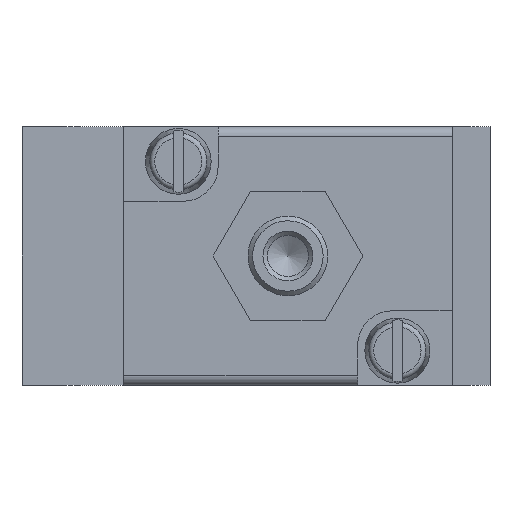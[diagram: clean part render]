
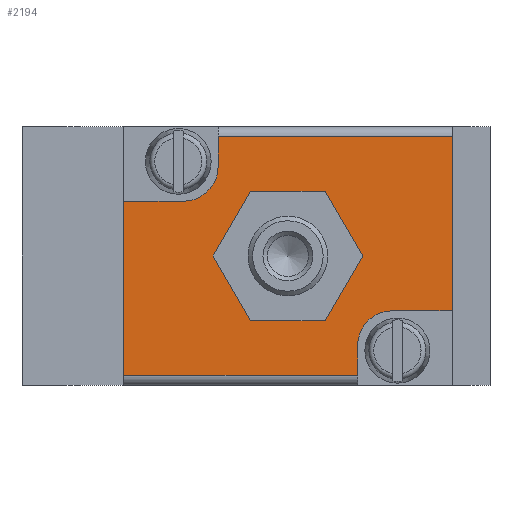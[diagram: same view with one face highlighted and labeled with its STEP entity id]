
A CAD part, left-side view. The second image highlights one B-rep face of the part: STEP entity #2194.
In plain terms, the highlighted planar face has unit normal (-1, 0, 0).
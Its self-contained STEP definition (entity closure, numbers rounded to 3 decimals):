
#99=CIRCLE('',#2350,3.5);
#100=CIRCLE('',#2351,3.5);
#196=ORIENTED_EDGE('',*,*,#798,.F.);
#197=ORIENTED_EDGE('',*,*,#799,.T.);
#198=ORIENTED_EDGE('',*,*,#800,.T.);
#199=ORIENTED_EDGE('',*,*,#801,.T.);
#200=ORIENTED_EDGE('',*,*,#802,.F.);
#201=ORIENTED_EDGE('',*,*,#803,.T.);
#202=ORIENTED_EDGE('',*,*,#804,.T.);
#203=ORIENTED_EDGE('',*,*,#805,.T.);
#204=ORIENTED_EDGE('',*,*,#806,.T.);
#205=ORIENTED_EDGE('',*,*,#807,.T.);
#206=ORIENTED_EDGE('',*,*,#808,.F.);
#207=ORIENTED_EDGE('',*,*,#809,.F.);
#208=ORIENTED_EDGE('',*,*,#810,.F.);
#209=ORIENTED_EDGE('',*,*,#811,.F.);
#210=ORIENTED_EDGE('',*,*,#812,.F.);
#211=ORIENTED_EDGE('',*,*,#813,.F.);
#798=EDGE_CURVE('',#1099,#1100,#1319,.T.);
#799=EDGE_CURVE('',#1099,#1101,#1320,.T.);
#800=EDGE_CURVE('',#1101,#1102,#99,.T.);
#801=EDGE_CURVE('',#1102,#1103,#1321,.T.);
#802=EDGE_CURVE('',#1104,#1103,#1322,.T.);
#803=EDGE_CURVE('',#1104,#1105,#1323,.T.);
#804=EDGE_CURVE('',#1105,#1106,#1324,.T.);
#805=EDGE_CURVE('',#1106,#1107,#100,.T.);
#806=EDGE_CURVE('',#1107,#1108,#1325,.T.);
#807=EDGE_CURVE('',#1108,#1100,#1326,.T.);
#808=EDGE_CURVE('',#1109,#1110,#1327,.T.);
#809=EDGE_CURVE('',#1111,#1109,#1328,.T.);
#810=EDGE_CURVE('',#1112,#1111,#1329,.T.);
#811=EDGE_CURVE('',#1113,#1112,#1330,.T.);
#812=EDGE_CURVE('',#1114,#1113,#1331,.T.);
#813=EDGE_CURVE('',#1110,#1114,#1332,.T.);
#1099=VERTEX_POINT('',#3256);
#1100=VERTEX_POINT('',#3257);
#1101=VERTEX_POINT('',#3259);
#1102=VERTEX_POINT('',#3261);
#1103=VERTEX_POINT('',#3263);
#1104=VERTEX_POINT('',#3265);
#1105=VERTEX_POINT('',#3267);
#1106=VERTEX_POINT('',#3269);
#1107=VERTEX_POINT('',#3271);
#1108=VERTEX_POINT('',#3273);
#1109=VERTEX_POINT('',#3276);
#1110=VERTEX_POINT('',#3277);
#1111=VERTEX_POINT('',#3279);
#1112=VERTEX_POINT('',#3281);
#1113=VERTEX_POINT('',#3283);
#1114=VERTEX_POINT('',#3285);
#1319=LINE('',#3255,#1507);
#1320=LINE('',#3258,#1508);
#1321=LINE('',#3262,#1509);
#1322=LINE('',#3264,#1510);
#1323=LINE('',#3266,#1511);
#1324=LINE('',#3268,#1512);
#1325=LINE('',#3272,#1513);
#1326=LINE('',#3274,#1514);
#1327=LINE('',#3275,#1515);
#1328=LINE('',#3278,#1516);
#1329=LINE('',#3280,#1517);
#1330=LINE('',#3282,#1518);
#1331=LINE('',#3284,#1519);
#1332=LINE('',#3286,#1520);
#1507=VECTOR('',#2591,1000.);
#1508=VECTOR('',#2592,1000.);
#1509=VECTOR('',#2595,1000.);
#1510=VECTOR('',#2596,1000.);
#1511=VECTOR('',#2597,1000.);
#1512=VECTOR('',#2598,1000.);
#1513=VECTOR('',#2601,1000.);
#1514=VECTOR('',#2602,1000.);
#1515=VECTOR('',#2603,1000.);
#1516=VECTOR('',#2604,1000.);
#1517=VECTOR('',#2605,1000.);
#1518=VECTOR('',#2606,1000.);
#1519=VECTOR('',#2607,1000.);
#1520=VECTOR('',#2608,1000.);
#1695=EDGE_LOOP('',(#196,#197,#198,#199,#200,#201,#202,#203,#204,#205));
#1696=EDGE_LOOP('',(#206,#207,#208,#209,#210,#211));
#1901=FACE_BOUND('',#1695,.T.);
#1902=FACE_BOUND('',#1696,.T.);
#2110=PLANE('',#2349);
#2194=ADVANCED_FACE('',(#1901,#1902),#2110,.F.);
#2349=AXIS2_PLACEMENT_3D('',#3254,#2589,#2590);
#2350=AXIS2_PLACEMENT_3D('',#3260,#2593,#2594);
#2351=AXIS2_PLACEMENT_3D('',#3270,#2599,#2600);
#2589=DIRECTION('',(1.,0.,0.));
#2590=DIRECTION('',(0.,0.,-1.));
#2591=DIRECTION('',(0.,-1.,0.));
#2592=DIRECTION('',(0.,0.,-1.));
#2593=DIRECTION('',(1.,0.,0.));
#2594=DIRECTION('',(0.,0.,-1.));
#2595=DIRECTION('',(0.,1.,0.));
#2596=DIRECTION('',(0.,0.,1.));
#2597=DIRECTION('',(0.,-1.,0.));
#2598=DIRECTION('',(0.,0.,1.));
#2599=DIRECTION('',(1.,0.,0.));
#2600=DIRECTION('',(0.,0.,-1.));
#2601=DIRECTION('',(0.,-1.,0.));
#2602=DIRECTION('',(0.,0.,1.));
#2603=DIRECTION('',(0.,1.,0.));
#2604=DIRECTION('',(0.,0.5,0.866));
#2605=DIRECTION('',(0.,-0.5,0.866));
#2606=DIRECTION('',(0.,-1.,0.));
#2607=DIRECTION('',(0.,-0.5,-0.866));
#2608=DIRECTION('',(0.,0.5,-0.866));
#3254=CARTESIAN_POINT('',(-77.9,36.8,-12.));
#3255=CARTESIAN_POINT('',(-77.9,36.8,12.));
#3256=CARTESIAN_POINT('',(-77.9,27.3,12.));
#3257=CARTESIAN_POINT('',(-77.9,3.8,12.));
#3258=CARTESIAN_POINT('',(-77.9,27.3,-12.));
#3259=CARTESIAN_POINT('',(-77.9,27.3,9.));
#3260=CARTESIAN_POINT('',(-77.9,30.8,9.));
#3261=CARTESIAN_POINT('',(-77.9,30.8,5.5));
#3262=CARTESIAN_POINT('',(-77.9,36.8,5.5));
#3263=CARTESIAN_POINT('',(-77.9,36.8,5.5));
#3264=CARTESIAN_POINT('',(-77.9,36.8,-12.));
#3265=CARTESIAN_POINT('',(-77.9,36.8,-12.));
#3266=CARTESIAN_POINT('',(-77.9,36.8,-12.));
#3267=CARTESIAN_POINT('',(-77.9,13.3,-12.));
#3268=CARTESIAN_POINT('',(-77.9,13.3,-12.));
#3269=CARTESIAN_POINT('',(-77.9,13.3,-9.));
#3270=CARTESIAN_POINT('',(-77.9,9.8,-9.));
#3271=CARTESIAN_POINT('',(-77.9,9.8,-5.5));
#3272=CARTESIAN_POINT('',(-77.9,36.8,-5.5));
#3273=CARTESIAN_POINT('',(-77.9,3.8,-5.5));
#3274=CARTESIAN_POINT('',(-77.9,3.8,-12.));
#3275=CARTESIAN_POINT('',(-77.9,36.8,6.5));
#3276=CARTESIAN_POINT('',(-77.9,16.547,6.5));
#3277=CARTESIAN_POINT('',(-77.9,24.053,6.5));
#3278=CARTESIAN_POINT('',(-77.9,13.6,1.395));
#3279=CARTESIAN_POINT('',(-77.9,12.794,0.));
#3280=CARTESIAN_POINT('',(-77.9,23.992,-19.395));
#3281=CARTESIAN_POINT('',(-77.9,16.547,-6.5));
#3282=CARTESIAN_POINT('',(-77.9,36.8,-6.5));
#3283=CARTESIAN_POINT('',(-77.9,24.053,-6.5));
#3284=CARTESIAN_POINT('',(-77.9,24.858,-5.105));
#3285=CARTESIAN_POINT('',(-77.9,27.806,0.));
#3286=CARTESIAN_POINT('',(-77.9,35.25,-12.895));
